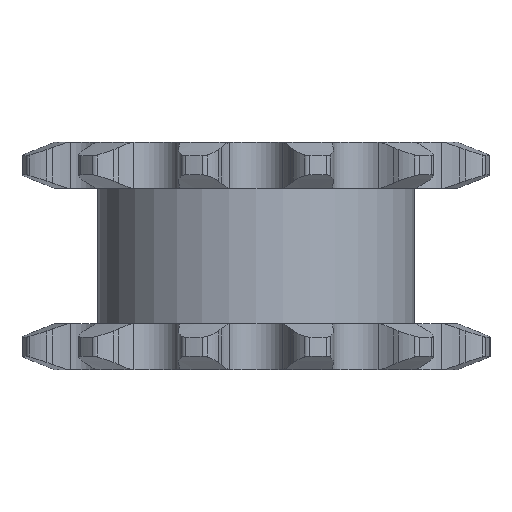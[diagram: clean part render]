
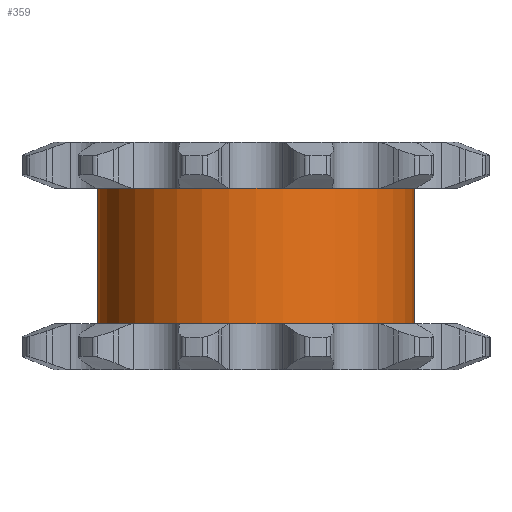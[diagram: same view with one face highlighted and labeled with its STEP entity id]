
A CAD part, front view. The second image highlights one B-rep face of the part: STEP entity #359.
In plain terms, the highlighted cylindrical face has radius 13.589 mm (diameter 27.178 mm), a full revolution.
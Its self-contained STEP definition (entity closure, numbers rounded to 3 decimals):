
#359 = ADVANCED_FACE( '', ( #956, #957 ), #958, .T. );
#956 = FACE_OUTER_BOUND( '', #1579, .T. );
#957 = FACE_OUTER_BOUND( '', #1580, .T. );
#958 = CYLINDRICAL_SURFACE( '', #1581, 13.589 );
#1579 = EDGE_LOOP( '', ( #4030 ) );
#1580 = EDGE_LOOP( '', ( #4031 ) );
#1581 = AXIS2_PLACEMENT_3D( '', #4032, #4033, #4034 );
#4030 = ORIENTED_EDGE( '', *, *, #5227, .T. );
#4031 = ORIENTED_EDGE( '', *, *, #5288, .F. );
#4032 = CARTESIAN_POINT( '', ( 0., 0., 0. ) );
#4033 = DIRECTION( '', ( 0., 0., -1. ) );
#4034 = DIRECTION( '', ( 1., 0., 0. ) );
#5227 = EDGE_CURVE( '', #6737, #6737, #6738, .T. );
#5288 = EDGE_CURVE( '', #6811, #6811, #6812, .T. );
#6737 = VERTEX_POINT( '', #9553 );
#6738 = CIRCLE( '', #9554, 13.589 );
#6811 = VERTEX_POINT( '', #9755 );
#6812 = CIRCLE( '', #9756, 13.589 );
#9553 = CARTESIAN_POINT( '', ( 13.589, 0., -15.596 ) );
#9554 = AXIS2_PLACEMENT_3D( '', #10751, #10752, #10753 );
#9755 = CARTESIAN_POINT( '', ( 13.589, 0., -3.962 ) );
#9756 = AXIS2_PLACEMENT_3D( '', #10786, #10787, #10788 );
#10751 = CARTESIAN_POINT( '', ( 0., 0., -15.596 ) );
#10752 = DIRECTION( '', ( 0., 0., 1. ) );
#10753 = DIRECTION( '', ( 1., 0., 0. ) );
#10786 = CARTESIAN_POINT( '', ( 0., 0., -3.962 ) );
#10787 = DIRECTION( '', ( 0., 0., 1. ) );
#10788 = DIRECTION( '', ( 1., 0., 0. ) );
